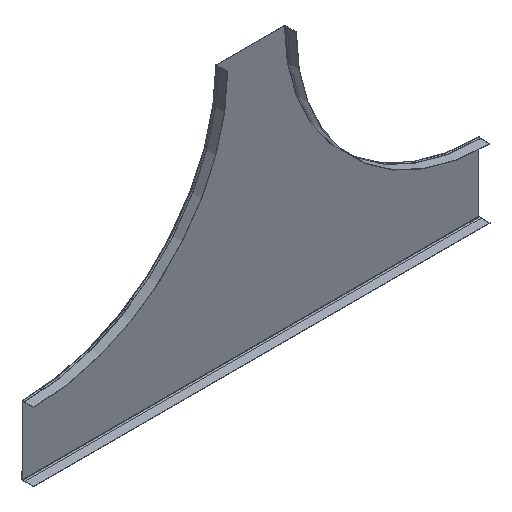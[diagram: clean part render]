
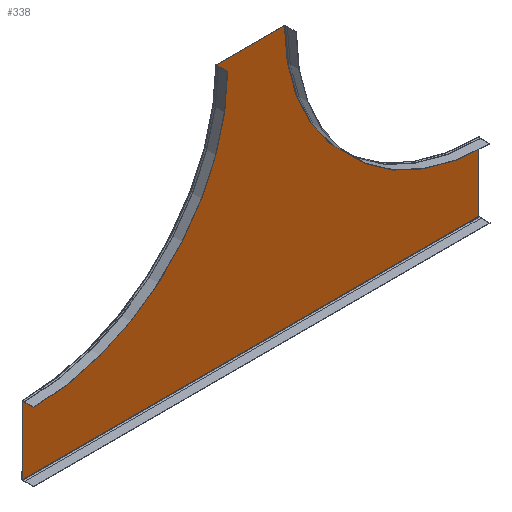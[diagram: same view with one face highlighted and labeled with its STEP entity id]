
A CAD part, isometric view. The second image highlights one B-rep face of the part: STEP entity #338.
In plain terms, the highlighted planar face has unit normal (0, -1, 0).
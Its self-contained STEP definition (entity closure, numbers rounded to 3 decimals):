
#42 = DIRECTION ( 'NONE',  ( 0., 0., 1. ) ) ;
#60 = VERTEX_POINT ( 'NONE', #1115 ) ;
#72 = CARTESIAN_POINT ( 'NONE',  ( 685., -1., -582.5 ) ) ;
#75 = DIRECTION ( 'NONE',  ( 0., 0., 1. ) ) ;
#93 = VERTEX_POINT ( 'NONE', #960 ) ;
#99 = LINE ( 'NONE', #274, #384 ) ;
#186 = AXIS2_PLACEMENT_3D ( 'NONE', #1032, #841, #75 ) ;
#220 = AXIS2_PLACEMENT_3D ( 'NONE', #416, #305, #1041 ) ;
#236 = CARTESIAN_POINT ( 'NONE',  ( -685., -1., -787.5 ) ) ;
#246 = CARTESIAN_POINT ( 'NONE',  ( 0., -1., -787.5 ) ) ;
#274 = CARTESIAN_POINT ( 'NONE',  ( -102.5, -1., 0. ) ) ;
#290 = ORIENTED_EDGE ( 'NONE', *, *, #1074, .T. ) ;
#305 = DIRECTION ( 'NONE',  ( 0., -1., 0. ) ) ;
#311 = ORIENTED_EDGE ( 'NONE', *, *, #1051, .F. ) ;
#338 = ADVANCED_FACE ( 'NONE', ( #886 ), #664, .T. ) ;
#383 = CARTESIAN_POINT ( 'NONE',  ( 685., -1., -582.5 ) ) ;
#384 = VECTOR ( 'NONE', #988, 1000. ) ;
#399 = VECTOR ( 'NONE', #42, 1000. ) ;
#401 = DIRECTION ( 'NONE',  ( -1., 0., 0. ) ) ;
#416 = CARTESIAN_POINT ( 'NONE',  ( -685., -1., 0. ) ) ;
#421 = CARTESIAN_POINT ( 'NONE',  ( -685., -1., -582.5 ) ) ;
#435 = VERTEX_POINT ( 'NONE', #740 ) ;
#546 = ORIENTED_EDGE ( 'NONE', *, *, #1060, .T. ) ;
#630 = CARTESIAN_POINT ( 'NONE',  ( 102.5, -1., 0. ) ) ;
#664 = PLANE ( 'NONE',  #674 ) ;
#674 = AXIS2_PLACEMENT_3D ( 'NONE', #1081, #806, #933 ) ;
#696 = VECTOR ( 'NONE', #401, 1000. ) ;
#705 = ORIENTED_EDGE ( 'NONE', *, *, #986, .F. ) ;
#740 = CARTESIAN_POINT ( 'NONE',  ( -102.5, -1., 0. ) ) ;
#767 = EDGE_LOOP ( 'NONE', ( #705, #808, #546, #290, #893, #311 ) ) ;
#806 = DIRECTION ( 'NONE',  ( 0., -1., 0. ) ) ;
#808 = ORIENTED_EDGE ( 'NONE', *, *, #1033, .T. ) ;
#813 = CIRCLE ( 'NONE', #220, 582.5 ) ;
#814 = LINE ( 'NONE', #421, #1044 ) ;
#841 = DIRECTION ( 'NONE',  ( 0., 1., 0. ) ) ;
#886 = FACE_OUTER_BOUND ( 'NONE', #767, .T. ) ;
#891 = VERTEX_POINT ( 'NONE', #236 ) ;
#893 = ORIENTED_EDGE ( 'NONE', *, *, #1035, .F. ) ;
#918 = LINE ( 'NONE', #72, #399 ) ;
#933 = DIRECTION ( 'NONE',  ( 0., 0., -1. ) ) ;
#960 = CARTESIAN_POINT ( 'NONE',  ( -685., -1., -582.5 ) ) ;
#986 = EDGE_CURVE ( 'NONE', #60, #891, #1133, .T. ) ;
#988 = DIRECTION ( 'NONE',  ( -1., 0., 0. ) ) ;
#1012 = VERTEX_POINT ( 'NONE', #383 ) ;
#1032 = CARTESIAN_POINT ( 'NONE',  ( 685., -1., 0. ) ) ;
#1033 = EDGE_CURVE ( 'NONE', #60, #1012, #918, .T. ) ;
#1035 = EDGE_CURVE ( 'NONE', #93, #435, #813, .T. ) ;
#1041 = DIRECTION ( 'NONE',  ( 0., 0., 1. ) ) ;
#1044 = VECTOR ( 'NONE', #1140, 1000. ) ;
#1051 = EDGE_CURVE ( 'NONE', #891, #93, #814, .T. ) ;
#1060 = EDGE_CURVE ( 'NONE', #1012, #1143, #1123, .T. ) ;
#1074 = EDGE_CURVE ( 'NONE', #1143, #435, #99, .T. ) ;
#1081 = CARTESIAN_POINT ( 'NONE',  ( -685., -1., -582.5 ) ) ;
#1115 = CARTESIAN_POINT ( 'NONE',  ( 685., -1., -787.5 ) ) ;
#1123 = CIRCLE ( 'NONE', #186, 582.5 ) ;
#1133 = LINE ( 'NONE', #246, #696 ) ;
#1140 = DIRECTION ( 'NONE',  ( 0., 0., 1. ) ) ;
#1143 = VERTEX_POINT ( 'NONE', #630 ) ;
